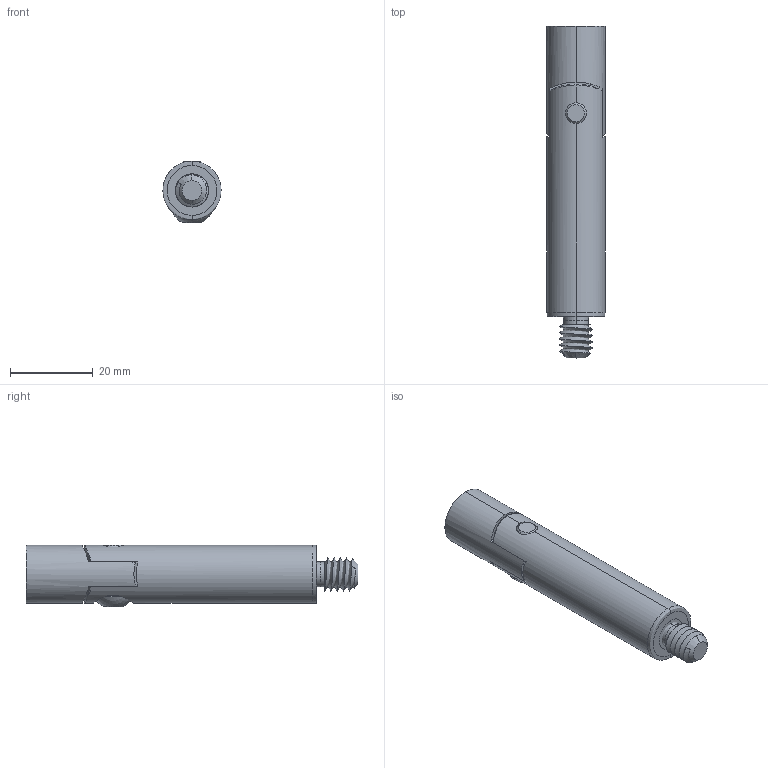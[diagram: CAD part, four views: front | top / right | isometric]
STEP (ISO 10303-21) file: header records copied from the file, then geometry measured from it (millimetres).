
FILE_DESCRIPTION (( 'STEP AP214' ), '1' );
FILE_NAME ('àðò.KRT242.STEP', '2014-05-19T15:37:04', ( '' ), ( '' ), 'SwSTEP 2.0', 'SolidWorks 2014', '' );
FILE_SCHEMA (( 'AUTOMOTIVE_DESIGN' ));
Length unit declared in the file: millimetre
Products named in the file (4): àðò.KRT242.001; àðò.KRT242; àðò.KRT242.002; socket button head cap screw_am_B18.3.4M - 5 x 0.8 x 12 SBHCS --N
Assembly tree (3 placements, depth 2):
  àðò.KRT242
    àðò.KRT242.001
    àðò.KRT242.002
    socket button head cap screw_am_B18.3.4M - 5 x 0.8 x 12 SBHCS --N
Bounding box: 14 x 80 x 14.76 mm (x, y, z)
Volume: 10546.4 mm3; surface area: 5380.1 mm2
Topology: 3 solids, 3 shells, 85 faces, 211 edges, 132 vertices
Faces by surface type: cylinder 36, plane 26, cone 10, bspline 9, torus 2, sphere 2
Entity records: 4498 total; most frequent: CARTESIAN_POINT 2486, ORIENTED_EDGE 414, DIRECTION 350, EDGE_CURVE 207, AXIS2_PLACEMENT_3D 138, VERTEX_POINT 132, EDGE_LOOP 95, ADVANCED_FACE 85
